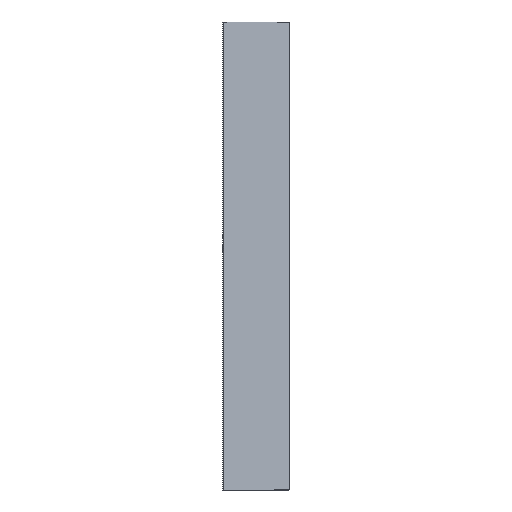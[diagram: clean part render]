
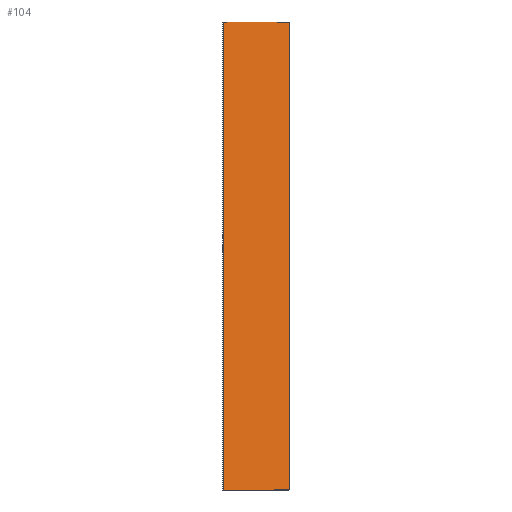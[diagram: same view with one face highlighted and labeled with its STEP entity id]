
A CAD part, front view. The second image highlights one B-rep face of the part: STEP entity #104.
In plain terms, the highlighted planar face has unit normal (0.5, -0.866, 0).
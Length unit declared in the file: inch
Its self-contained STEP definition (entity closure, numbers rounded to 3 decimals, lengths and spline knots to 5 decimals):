
#18=FACE_OUTER_BOUND('',#24,.T.);
#24=EDGE_LOOP('',(#83,#84,#85,#86));
#29=LINE('',#155,#41);
#35=LINE('',#166,#47);
#36=LINE('',#169,#48);
#37=LINE('',#170,#49);
#41=VECTOR('',#127,11.6);
#47=VECTOR('',#137,72.);
#48=VECTOR('',#140,11.6);
#49=VECTOR('',#141,72.);
#53=VERTEX_POINT('',#152);
#54=VERTEX_POINT('',#154);
#57=VERTEX_POINT('',#164);
#58=VERTEX_POINT('',#168);
#61=EDGE_CURVE('',#54,#53,#29,.T.);
#67=EDGE_CURVE('',#53,#57,#35,.T.);
#68=EDGE_CURVE('',#57,#58,#36,.T.);
#69=EDGE_CURVE('',#54,#58,#37,.T.);
#83=ORIENTED_EDGE('',*,*,#67,.T.);
#84=ORIENTED_EDGE('',*,*,#68,.T.);
#85=ORIENTED_EDGE('',*,*,#69,.F.);
#86=ORIENTED_EDGE('',*,*,#61,.T.);
#98=PLANE('',#118);
#104=ADVANCED_FACE('',(#18),#98,.T.);
#118=AXIS2_PLACEMENT_3D('',#167,#138,#139);
#127=DIRECTION('',(-0.866,-0.5,0.));
#137=DIRECTION('',(0.,0.,-1.));
#138=DIRECTION('center_axis',(0.5,-0.866,0.));
#139=DIRECTION('ref_axis',(0.866,0.5,0.));
#140=DIRECTION('',(0.866,0.5,0.));
#141=DIRECTION('',(0.,0.,-1.));
#152=CARTESIAN_POINT('',(0.125,-11.81651,72.));
#154=CARTESIAN_POINT('',(10.17089,-6.01651,72.));
#155=CARTESIAN_POINT('',(10.17089,-6.01651,72.));
#164=CARTESIAN_POINT('',(0.125,-11.81651,0.));
#166=CARTESIAN_POINT('',(0.125,-11.81651,72.));
#167=CARTESIAN_POINT('Origin',(5.14795,-8.91651,36.));
#168=CARTESIAN_POINT('',(10.17089,-6.01651,0.));
#169=CARTESIAN_POINT('',(0.125,-11.81651,0.));
#170=CARTESIAN_POINT('',(10.17089,-6.01651,72.));
